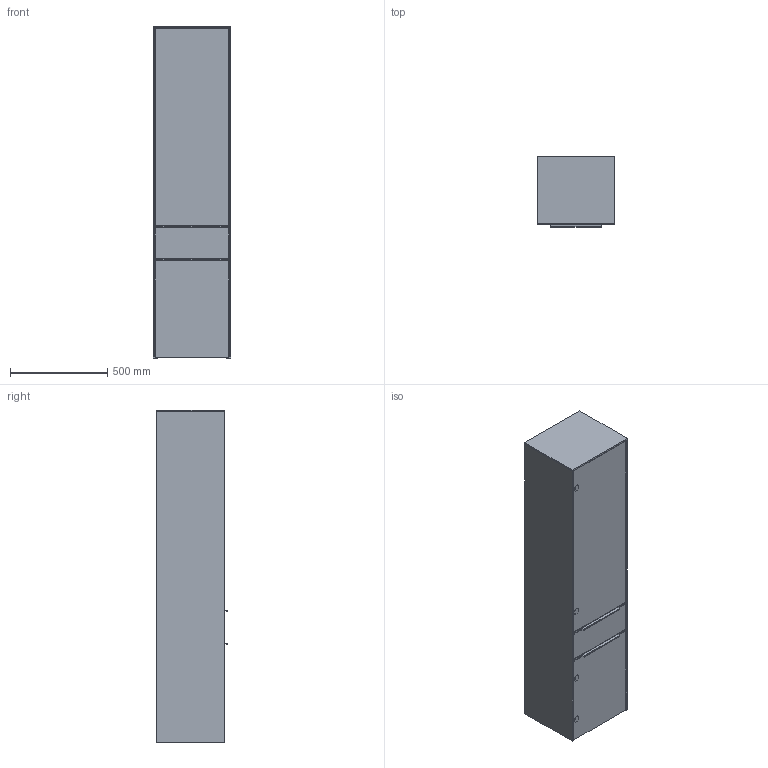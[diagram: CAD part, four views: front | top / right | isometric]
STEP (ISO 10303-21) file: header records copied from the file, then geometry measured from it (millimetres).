
FILE_DESCRIPTION(/* description */ (''),/* implementation_level */ '2;1');
FILE_NAME(/* name */ 'TK066_C5900Z_RFS.stp',/* time_stamp */ '2021-05-12T09:45:23+02:00',/* author */ ('StegeR'),/* organization */ (''),/* preprocessor_version */ 'ST-DEVELOPER v16.1',/* originating_system */ 'Autodesk Inventor 2016',/* authorisation */ '');
FILE_SCHEMA (('AUTOMOTIVE_DESIGN { 1 0 10303 214 3 1 1 }'));
Products named in the file (1): TK066_C5900Z_RFS
Bounding box: 401 x 362 x 1710 mm (x, y, z)
Volume: 52599388.9 mm3; surface area: 9662596.2 mm2
Topology: 51 solids, 51 shells, 2410 faces, 6409 edges, 4212 vertices
Faces by surface type: plane 1591, cylinder 688, bspline 56, cone 35, torus 29, sphere 11
Full cylindrical faces by diameter (mm): 4 x4, 5 x2, 5.1 x2, 6 x4, 6.9 x1, 9.83 x1, 12 x1
Entity records: 77492 total; most frequent: CARTESIAN_POINT 16519, ORIENTED_EDGE 12746, DIRECTION 12266, EDGE_CURVE 6373, LINE 4758, VECTOR 4758, VERTEX_POINT 4203, AXIS2_PLACEMENT_3D 3754
